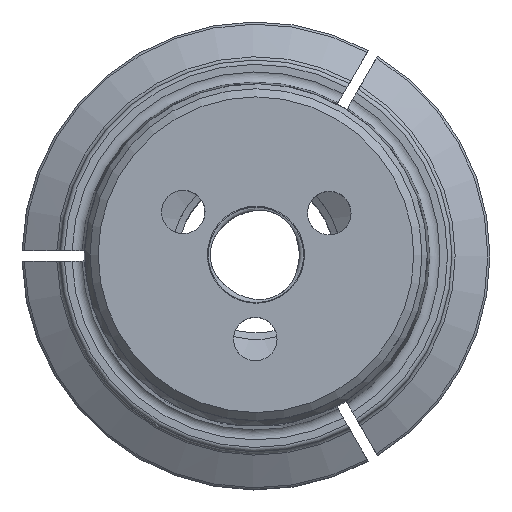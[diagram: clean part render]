
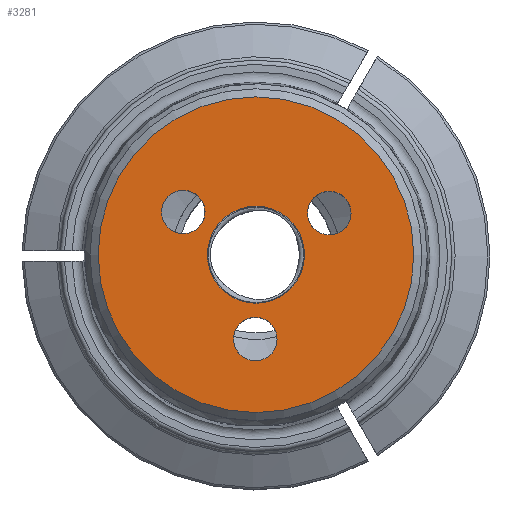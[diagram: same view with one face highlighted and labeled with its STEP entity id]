
A CAD part, top view. The second image highlights one B-rep face of the part: STEP entity #3281.
In plain terms, the highlighted planar face has unit normal (0, 0, 1).
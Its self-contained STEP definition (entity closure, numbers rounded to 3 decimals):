
#155=PLANE('',#3497);
#625=ORIENTED_EDGE('',*,*,#1255,.F.);
#626=ORIENTED_EDGE('',*,*,#1259,.F.);
#627=ORIENTED_EDGE('',*,*,#1241,.T.);
#628=ORIENTED_EDGE('',*,*,#1202,.T.);
#629=ORIENTED_EDGE('',*,*,#1163,.T.);
#1163=EDGE_CURVE('',#1506,#1506,#1739,.T.);
#1202=EDGE_CURVE('',#1533,#1533,#1759,.T.);
#1241=EDGE_CURVE('',#1560,#1560,#1779,.T.);
#1255=EDGE_CURVE('',#1568,#1568,#1790,.T.);
#1259=EDGE_CURVE('',#1572,#1572,#1794,.T.);
#1506=VERTEX_POINT('',#4509);
#1533=VERTEX_POINT('',#4607);
#1560=VERTEX_POINT('',#4705);
#1568=VERTEX_POINT('',#4753);
#1572=VERTEX_POINT('',#4763);
#1739=CIRCLE('',#3402,2.);
#1759=CIRCLE('',#3435,2.);
#1779=CIRCLE('',#3468,2.);
#1790=CIRCLE('',#3486,4.459);
#1794=CIRCLE('',#3492,14.5);
#1951=EDGE_LOOP('',(#625));
#1952=EDGE_LOOP('',(#626));
#1953=EDGE_LOOP('',(#627));
#1954=EDGE_LOOP('',(#628));
#1955=EDGE_LOOP('',(#629));
#2127=FACE_BOUND('',#1951,.T.);
#2128=FACE_BOUND('',#1952,.T.);
#2129=FACE_BOUND('',#1953,.T.);
#2130=FACE_BOUND('',#1954,.T.);
#2131=FACE_BOUND('',#1955,.T.);
#3281=ADVANCED_FACE('',(#2127,#2128,#2129,#2130,#2131),#155,.F.);
#3402=AXIS2_PLACEMENT_3D('',#4508,#3756,#3757);
#3435=AXIS2_PLACEMENT_3D('',#4606,#3840,#3841);
#3468=AXIS2_PLACEMENT_3D('',#4704,#3924,#3925);
#3486=AXIS2_PLACEMENT_3D('',#4752,#3962,#3963);
#3492=AXIS2_PLACEMENT_3D('',#4762,#3974,#3975);
#3497=AXIS2_PLACEMENT_3D('',#4770,#3984,#3985);
#3756=DIRECTION('',(0.,0.,-1.));
#3757=DIRECTION('',(-1.,0.,0.));
#3840=DIRECTION('',(0.,0.,-1.));
#3841=DIRECTION('',(-1.,0.,0.));
#3924=DIRECTION('',(0.,0.,-1.));
#3925=DIRECTION('',(-1.,0.,0.));
#3962=DIRECTION('',(0.,0.,1.));
#3963=DIRECTION('',(0.,-1.,0.));
#3974=DIRECTION('',(0.,0.,-1.));
#3975=DIRECTION('',(-1.,0.,0.));
#3984=DIRECTION('',(0.,0.,-1.));
#3985=DIRECTION('',(-1.,0.,0.));
#4508=CARTESIAN_POINT('',(-0.058,-7.75,70.));
#4509=CARTESIAN_POINT('',(-2.058,-7.75,70.));
#4606=CARTESIAN_POINT('',(-6.682,3.925,70.));
#4607=CARTESIAN_POINT('',(-8.682,3.925,70.));
#4704=CARTESIAN_POINT('',(6.741,3.824,70.));
#4705=CARTESIAN_POINT('',(4.741,3.824,70.));
#4752=CARTESIAN_POINT('',(0.,0.,70.));
#4753=CARTESIAN_POINT('',(0.,-4.459,70.));
#4762=CARTESIAN_POINT('',(0.,0.,70.));
#4763=CARTESIAN_POINT('',(-14.5,0.,70.));
#4770=CARTESIAN_POINT('',(15.25,0.,70.));
